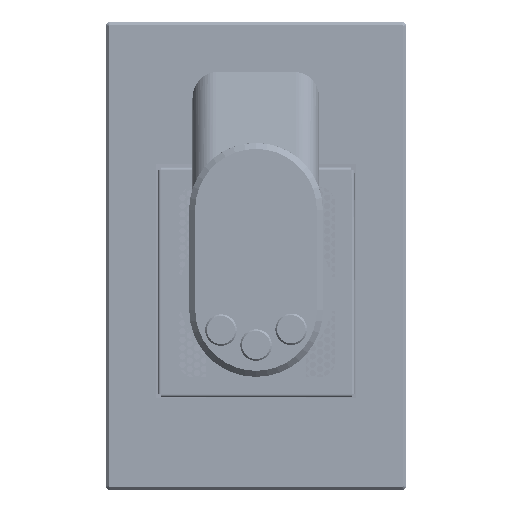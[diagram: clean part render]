
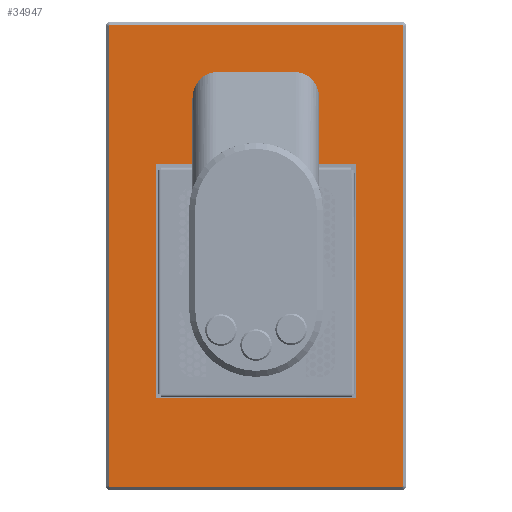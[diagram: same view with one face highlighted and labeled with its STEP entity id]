
A CAD part, top view. The second image highlights one B-rep face of the part: STEP entity #34947.
In plain terms, the highlighted planar face has unit normal (0, 0, 1).
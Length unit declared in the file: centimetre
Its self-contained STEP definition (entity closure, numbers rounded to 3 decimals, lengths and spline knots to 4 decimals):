
#7315=VECTOR('',#37950,1.);
#7319=VECTOR('',#37955,1.);
#7323=VECTOR('',#37972,1.);
#7327=VECTOR('',#37977,1.);
#7333=VECTOR('',#37996,1.);
#7334=VECTOR('',#37997,1.);
#7335=VECTOR('',#37998,1.);
#7336=VECTOR('',#37999,1.);
#7337=VECTOR('',#38014,1.);
#7338=VECTOR('',#38017,1.);
#7339=VECTOR('',#38020,1.);
#7340=VECTOR('',#38023,1.);
#8011=LINE('',#40379,#7315);
#8015=LINE('',#40386,#7319);
#8019=LINE('',#40403,#7323);
#8023=LINE('',#40410,#7327);
#8029=LINE('',#40424,#7333);
#8030=LINE('',#40427,#7334);
#8031=LINE('',#40429,#7335);
#8032=LINE('',#40431,#7336);
#8033=LINE('',#40447,#7337);
#8034=LINE('',#40451,#7338);
#8035=LINE('',#40455,#7339);
#8036=LINE('',#40459,#7340);
#8711=PLANE('',#36861);
#9085=VERTEX_POINT('',#40369);
#9086=VERTEX_POINT('',#40371);
#9089=VERTEX_POINT('',#40378);
#9090=VERTEX_POINT('',#40383);
#9093=VERTEX_POINT('',#40390);
#9094=VERTEX_POINT('',#40395);
#9097=VERTEX_POINT('',#40402);
#9098=VERTEX_POINT('',#40407);
#9100=VERTEX_POINT('',#40425);
#9101=VERTEX_POINT('',#40426);
#9102=VERTEX_POINT('',#40428);
#9103=VERTEX_POINT('',#40430);
#9104=VERTEX_POINT('',#40433);
#9105=VERTEX_POINT('',#40435);
#9106=VERTEX_POINT('',#40437);
#9107=VERTEX_POINT('',#40439);
#9108=VERTEX_POINT('',#40441);
#9109=VERTEX_POINT('',#40443);
#9110=VERTEX_POINT('',#40445);
#9111=VERTEX_POINT('',#40446);
#9112=VERTEX_POINT('',#40448);
#9113=VERTEX_POINT('',#40450);
#9114=VERTEX_POINT('',#40452);
#9115=VERTEX_POINT('',#40454);
#9116=VERTEX_POINT('',#40456);
#9117=VERTEX_POINT('',#40458);
#12563=CIRCLE('',#36842,0.0635);
#12565=CIRCLE('',#36847,0.0635);
#12568=CIRCLE('',#36851,0.0635);
#12570=CIRCLE('',#36856,0.0635);
#12571=CIRCLE('',#36862,0.254);
#12572=CIRCLE('',#36863,0.254);
#12573=CIRCLE('',#36864,0.254);
#12574=CIRCLE('',#36865,0.254);
#12575=CIRCLE('',#36866,0.254);
#12576=CIRCLE('',#36867,0.254);
#12577=CIRCLE('',#36868,1.27);
#12578=CIRCLE('',#36869,1.27);
#12579=CIRCLE('',#36870,1.27);
#12580=CIRCLE('',#36871,1.27);
#12917=EDGE_CURVE('',#9085,#9086,#12563,.T.);
#12921=EDGE_CURVE('',#9089,#9085,#8011,.T.);
#12925=EDGE_CURVE('',#9086,#9090,#8015,.T.);
#12927=EDGE_CURVE('',#9093,#9089,#12565,.T.);
#12931=EDGE_CURVE('',#9090,#9094,#12568,.T.);
#12933=EDGE_CURVE('',#9097,#9093,#8019,.T.);
#12937=EDGE_CURVE('',#9094,#9098,#8023,.T.);
#12939=EDGE_CURVE('',#9098,#9097,#12570,.T.);
#12945=EDGE_CURVE('',#9100,#9101,#8029,.T.);
#12946=EDGE_CURVE('',#9102,#9100,#8030,.T.);
#12947=EDGE_CURVE('',#9103,#9102,#8031,.T.);
#12948=EDGE_CURVE('',#9101,#9103,#8032,.T.);
#12949=EDGE_CURVE('',#9104,#9104,#12571,.T.);
#12950=EDGE_CURVE('',#9105,#9105,#12572,.T.);
#12951=EDGE_CURVE('',#9106,#9106,#12573,.T.);
#12952=EDGE_CURVE('',#9107,#9107,#12574,.T.);
#12953=EDGE_CURVE('',#9108,#9108,#12575,.T.);
#12954=EDGE_CURVE('',#9109,#9109,#12576,.T.);
#12955=EDGE_CURVE('',#9110,#9111,#12577,.T.);
#12956=EDGE_CURVE('',#9112,#9110,#8033,.T.);
#12957=EDGE_CURVE('',#9113,#9112,#12578,.T.);
#12958=EDGE_CURVE('',#9114,#9113,#8034,.T.);
#12959=EDGE_CURVE('',#9115,#9114,#12579,.T.);
#12960=EDGE_CURVE('',#9116,#9115,#8035,.T.);
#12961=EDGE_CURVE('',#9117,#9116,#12580,.T.);
#12962=EDGE_CURVE('',#9111,#9117,#8036,.T.);
#18194=ORIENTED_EDGE('',*,*,#12945,.F.);
#18195=ORIENTED_EDGE('',*,*,#12946,.F.);
#18196=ORIENTED_EDGE('',*,*,#12947,.F.);
#18197=ORIENTED_EDGE('',*,*,#12948,.F.);
#18198=ORIENTED_EDGE('',*,*,#12949,.F.);
#18199=ORIENTED_EDGE('',*,*,#12950,.F.);
#18200=ORIENTED_EDGE('',*,*,#12951,.F.);
#18201=ORIENTED_EDGE('',*,*,#12952,.F.);
#18202=ORIENTED_EDGE('',*,*,#12953,.F.);
#18203=ORIENTED_EDGE('',*,*,#12954,.F.);
#18204=ORIENTED_EDGE('',*,*,#12955,.F.);
#18205=ORIENTED_EDGE('',*,*,#12956,.F.);
#18206=ORIENTED_EDGE('',*,*,#12957,.F.);
#18207=ORIENTED_EDGE('',*,*,#12958,.F.);
#18208=ORIENTED_EDGE('',*,*,#12959,.F.);
#18209=ORIENTED_EDGE('',*,*,#12960,.F.);
#18210=ORIENTED_EDGE('',*,*,#12961,.F.);
#18211=ORIENTED_EDGE('',*,*,#12962,.F.);
#18212=ORIENTED_EDGE('',*,*,#12917,.F.);
#18213=ORIENTED_EDGE('',*,*,#12921,.F.);
#18214=ORIENTED_EDGE('',*,*,#12927,.F.);
#18215=ORIENTED_EDGE('',*,*,#12933,.F.);
#18216=ORIENTED_EDGE('',*,*,#12939,.F.);
#18217=ORIENTED_EDGE('',*,*,#12937,.F.);
#18218=ORIENTED_EDGE('',*,*,#12931,.F.);
#18219=ORIENTED_EDGE('',*,*,#12925,.F.);
#28553=EDGE_LOOP('',(#18194,#18195,#18196,#18197));
#28554=EDGE_LOOP('',(#18198));
#28555=EDGE_LOOP('',(#18199));
#28556=EDGE_LOOP('',(#18200));
#28557=EDGE_LOOP('',(#18201));
#28558=EDGE_LOOP('',(#18202));
#28559=EDGE_LOOP('',(#18203));
#28560=EDGE_LOOP('',(#18204,#18205,#18206,#18207,#18208,#18209,#18210,#18211));
#28561=EDGE_LOOP('',(#18212,#18213,#18214,#18215,#18216,#18217,#18218,#18219));
#31766=FACE_BOUND('',#28553,.T.);
#31767=FACE_BOUND('',#28554,.T.);
#31768=FACE_BOUND('',#28555,.T.);
#31769=FACE_BOUND('',#28556,.T.);
#31770=FACE_BOUND('',#28557,.T.);
#31771=FACE_BOUND('',#28558,.T.);
#31772=FACE_BOUND('',#28559,.T.);
#31773=FACE_BOUND('',#28560,.T.);
#31774=FACE_BOUND('',#28561,.T.);
#34947=ADVANCED_FACE('',(#31766,#31767,#31768,#31769,#31770,#31771,#31772,
#31773,#31774),#8711,.T.);
#36842=AXIS2_PLACEMENT_3D('',#40370,#37943,#37944);
#36847=AXIS2_PLACEMENT_3D('',#40391,#37959,#37960);
#36851=AXIS2_PLACEMENT_3D('',#40398,#37968,#37969);
#36856=AXIS2_PLACEMENT_3D('',#40413,#37982,#37983);
#36861=AXIS2_PLACEMENT_3D('',#40423,#37995,$);
#36862=AXIS2_PLACEMENT_3D('',#40432,#38000,#38001);
#36863=AXIS2_PLACEMENT_3D('',#40434,#38002,#38003);
#36864=AXIS2_PLACEMENT_3D('',#40436,#38004,#38005);
#36865=AXIS2_PLACEMENT_3D('',#40438,#38006,#38007);
#36866=AXIS2_PLACEMENT_3D('',#40440,#38008,#38009);
#36867=AXIS2_PLACEMENT_3D('',#40442,#38010,#38011);
#36868=AXIS2_PLACEMENT_3D('',#40444,#38012,#38013);
#36869=AXIS2_PLACEMENT_3D('',#40449,#38015,#38016);
#36870=AXIS2_PLACEMENT_3D('',#40453,#38018,#38019);
#36871=AXIS2_PLACEMENT_3D('',#40457,#38021,#38022);
#37943=DIRECTION('',(0.,0.,-1.));
#37944=DIRECTION('',(-0.045,0.045,0.));
#37950=DIRECTION('',(0.,1.,0.));
#37955=DIRECTION('',(1.,0.,0.));
#37959=DIRECTION('',(0.,0.,-1.));
#37960=DIRECTION('',(-0.045,-0.045,0.));
#37968=DIRECTION('',(0.,0.,-1.));
#37969=DIRECTION('',(0.045,0.045,0.));
#37972=DIRECTION('',(-1.,0.,0.));
#37977=DIRECTION('',(0.,-1.,0.));
#37982=DIRECTION('',(0.,0.,-1.));
#37983=DIRECTION('',(0.045,-0.045,0.));
#37995=DIRECTION('',(0.,0.,1.));
#37996=DIRECTION('',(0.,1.,0.));
#37997=DIRECTION('',(1.,0.,0.));
#37998=DIRECTION('',(0.,-1.,0.));
#37999=DIRECTION('',(-1.,0.,0.));
#38000=DIRECTION('',(0.,0.,1.));
#38001=DIRECTION('',(0.254,0.,0.));
#38002=DIRECTION('',(0.,0.,1.));
#38003=DIRECTION('',(0.254,0.,0.));
#38004=DIRECTION('',(0.,0.,1.));
#38005=DIRECTION('',(0.254,0.,0.));
#38006=DIRECTION('',(0.,0.,1.));
#38007=DIRECTION('',(0.254,0.,0.));
#38008=DIRECTION('',(0.,0.,1.));
#38009=DIRECTION('',(0.254,0.,0.));
#38010=DIRECTION('',(0.,0.,1.));
#38011=DIRECTION('',(0.254,0.,0.));
#38012=DIRECTION('',(0.,0.,1.));
#38013=DIRECTION('',(1.27,0.,0.));
#38014=DIRECTION('',(1.,0.,0.));
#38015=DIRECTION('',(0.,0.,1.));
#38016=DIRECTION('',(1.27,0.,0.));
#38017=DIRECTION('',(0.,-1.,0.));
#38018=DIRECTION('',(0.,0.,1.));
#38019=DIRECTION('',(1.27,0.,0.));
#38020=DIRECTION('',(-1.,0.,0.));
#38021=DIRECTION('',(0.,0.,1.));
#38022=DIRECTION('',(1.27,0.,0.));
#38023=DIRECTION('',(0.,1.,0.));
#40369=CARTESIAN_POINT('',(-4.7801,4.9094,0.3175));
#40370=CARTESIAN_POINT('',(-4.7166,4.9094,0.3175));
#40371=CARTESIAN_POINT('',(-4.7166,4.9729,0.3175));
#40378=CARTESIAN_POINT('',(-4.7801,-30.0156,0.3175));
#40379=CARTESIAN_POINT('',(-4.7801,-12.5531,0.3175));
#40383=CARTESIAN_POINT('',(17.5084,4.9729,0.3175));
#40386=CARTESIAN_POINT('',(6.3959,4.9729,0.3175));
#40390=CARTESIAN_POINT('',(-4.7166,-30.0791,0.3175));
#40391=CARTESIAN_POINT('',(-4.7166,-30.0156,0.3175));
#40395=CARTESIAN_POINT('',(17.5719,4.9094,0.3175));
#40398=CARTESIAN_POINT('',(17.5084,4.9094,0.3175));
#40402=CARTESIAN_POINT('',(17.5084,-30.0791,0.3175));
#40403=CARTESIAN_POINT('',(6.3959,-30.0791,0.3175));
#40407=CARTESIAN_POINT('',(17.5719,-30.0156,0.3175));
#40410=CARTESIAN_POINT('',(17.5719,-12.5531,0.3175));
#40413=CARTESIAN_POINT('',(17.5084,-30.0156,0.3175));
#40423=CARTESIAN_POINT('',(6.3959,-12.5531,0.3175));
#40424=CARTESIAN_POINT('',(14.0159,-23.3481,0.3175));
#40425=CARTESIAN_POINT('',(14.0159,-23.3481,0.3175));
#40426=CARTESIAN_POINT('',(14.0159,-5.5681,0.3175));
#40427=CARTESIAN_POINT('',(-1.2241,-23.3481,0.3175));
#40428=CARTESIAN_POINT('',(-1.2241,-23.3481,0.3175));
#40429=CARTESIAN_POINT('',(-1.2241,-5.5681,0.3175));
#40430=CARTESIAN_POINT('',(-1.2241,-5.5681,0.3175));
#40431=CARTESIAN_POINT('',(14.0159,-5.5681,0.3175));
#40432=CARTESIAN_POINT('',(10.4599,-3.0281,0.3175));
#40433=CARTESIAN_POINT('',(10.7139,-3.0281,0.3175));
#40434=CARTESIAN_POINT('',(10.4599,-1.7581,0.3175));
#40435=CARTESIAN_POINT('',(10.7139,-1.7581,0.3175));
#40436=CARTESIAN_POINT('',(10.4599,-0.4881,0.3175));
#40437=CARTESIAN_POINT('',(10.7139,-0.4881,0.3175));
#40438=CARTESIAN_POINT('',(2.3319,-3.0281,0.3175));
#40439=CARTESIAN_POINT('',(2.5859,-3.0281,0.3175));
#40440=CARTESIAN_POINT('',(2.3319,-1.7581,0.3175));
#40441=CARTESIAN_POINT('',(2.5859,-1.7581,0.3175));
#40442=CARTESIAN_POINT('',(2.3319,-0.4881,0.3175));
#40443=CARTESIAN_POINT('',(2.5859,-0.4881,0.3175));
#40444=CARTESIAN_POINT('',(8.5549,-2.3931,0.3175));
#40445=CARTESIAN_POINT('',(8.5549,-3.6631,0.3175));
#40446=CARTESIAN_POINT('',(9.8249,-2.3931,0.3175));
#40447=CARTESIAN_POINT('',(4.2369,-3.6631,0.3175));
#40448=CARTESIAN_POINT('',(4.2369,-3.6631,0.3175));
#40449=CARTESIAN_POINT('',(4.2369,-2.3931,0.3175));
#40450=CARTESIAN_POINT('',(2.9669,-2.3931,0.3175));
#40451=CARTESIAN_POINT('',(2.9669,-0.4881,0.3175));
#40452=CARTESIAN_POINT('',(2.9669,-0.4881,0.3175));
#40453=CARTESIAN_POINT('',(4.2369,-0.4881,0.3175));
#40454=CARTESIAN_POINT('',(4.2369,0.7819,0.3175));
#40455=CARTESIAN_POINT('',(8.5549,0.7819,0.3175));
#40456=CARTESIAN_POINT('',(8.5549,0.7819,0.3175));
#40457=CARTESIAN_POINT('',(8.5549,-0.4881,0.3175));
#40458=CARTESIAN_POINT('',(9.8249,-0.4881,0.3175));
#40459=CARTESIAN_POINT('',(9.8249,-2.3931,0.3175));
